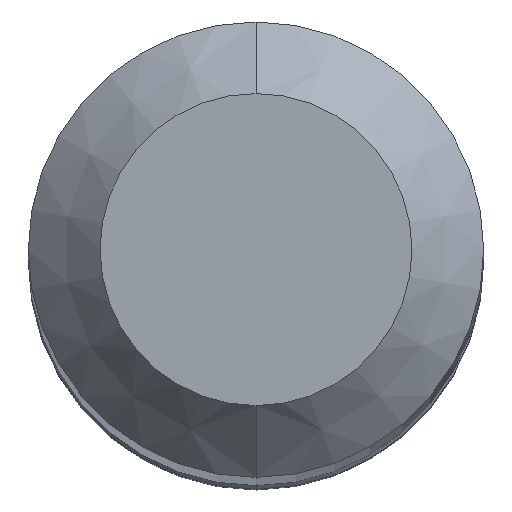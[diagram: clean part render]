
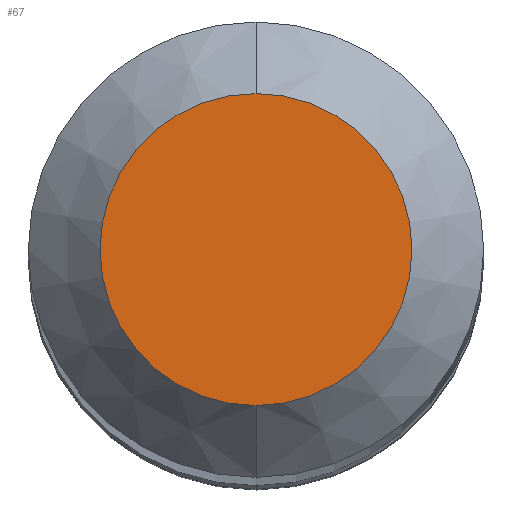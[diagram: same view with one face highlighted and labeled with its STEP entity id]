
A CAD part, top view. The second image highlights one B-rep face of the part: STEP entity #67.
In plain terms, the highlighted planar face has unit normal (0, 0, 1).
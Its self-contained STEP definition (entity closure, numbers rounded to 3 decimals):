
#51=PLANE('',#371);
#67=ADVANCED_FACE('',(#89),#51,.F.);
#89=FACE_OUTER_BOUND('',#105,.T.);
#105=EDGE_LOOP('',(#176,#177));
#120=CIRCLE('',#367,1.088);
#121=CIRCLE('',#369,1.088);
#176=ORIENTED_EDGE('',*,*,#218,.F.);
#177=ORIENTED_EDGE('',*,*,#221,.F.);
#192=VERTEX_POINT('',#542);
#193=VERTEX_POINT('',#543);
#218=EDGE_CURVE('',#192,#193,#120,.T.);
#221=EDGE_CURVE('',#193,#192,#121,.T.);
#367=AXIS2_PLACEMENT_3D('',#541,#462,#463);
#369=AXIS2_PLACEMENT_3D('',#547,#468,#469);
#371=AXIS2_PLACEMENT_3D('',#549,#472,#473);
#462=DIRECTION('',(0.,0.,-1.));
#463=DIRECTION('',(0.,1.,0.));
#468=DIRECTION('',(0.,0.,-1.));
#469=DIRECTION('',(0.,-1.,0.));
#472=DIRECTION('',(0.,0.,-1.));
#473=DIRECTION('',(0.,1.,0.));
#541=CARTESIAN_POINT('',(0.,0.,50.8));
#542=CARTESIAN_POINT('',(0.,1.088,50.8));
#543=CARTESIAN_POINT('',(0.,-1.088,50.8));
#547=CARTESIAN_POINT('',(0.,0.,50.8));
#549=CARTESIAN_POINT('',(0.,0.,50.8));
